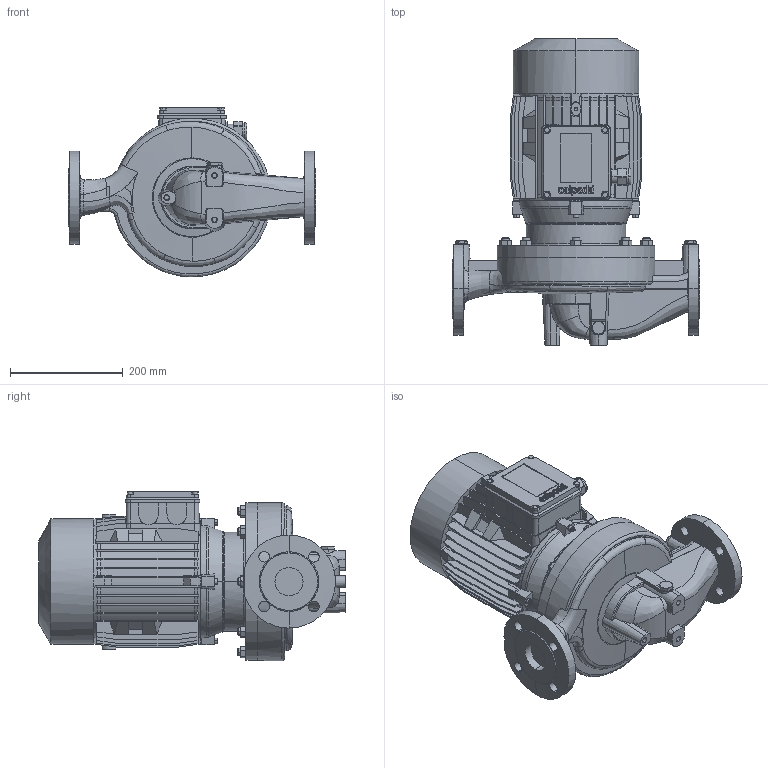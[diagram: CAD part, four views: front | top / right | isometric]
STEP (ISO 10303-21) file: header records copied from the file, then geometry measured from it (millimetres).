
FILE_DESCRIPTION (( 'STEP AP214' ), '1' );
FILE_NAME ('4_93_504_08_REV00.step', '2022-06-06T12:47:51', ( '' ), ( '' ), 'SwSTEP 2.0', 'SolidWorks 2020', '' );
FILE_SCHEMA (( 'AUTOMOTIVE_DESIGN' ));
Length unit declared in the file: millimetre
Products named in the file (6): Copia di 4_93_504_08^4_93_504_08_REV00; 4_93_504_08_REV00; Copia di CP_NR_2^4_93_504_08_REV00; 10007434swp00_112 VER; 10007671swn00_M25x1,5; 10007670swn00_M25x1.5
Assembly tree (5 placements, depth 2):
  4_93_504_08_REV00
    Copia di CP_NR_2^4_93_504_08_REV00
    Copia di 4_93_504_08^4_93_504_08_REV00
    10007434swp00_112 VER
    10007671swn00_M25x1,5
    10007670swn00_M25x1.5
Bounding box: 440 x 544.43 x 301.45 mm (x, y, z)
Volume: 20568386.9 mm3; surface area: 1092833.1 mm2
Topology: 9 solids, 9 shells, 1703 faces, 4425 edges, 2846 vertices
Faces by surface type: plane 1004, cone 264, cylinder 237, bspline 180, torus 18
Entity records: 127889 total; most frequent: CARTESIAN_POINT 85891, ORIENTED_EDGE 8818, DIRECTION 6916, EDGE_CURVE 4409, VERTEX_POINT 2846, VECTOR 2534, LINE 2534, AXIS2_PLACEMENT_3D 2191
